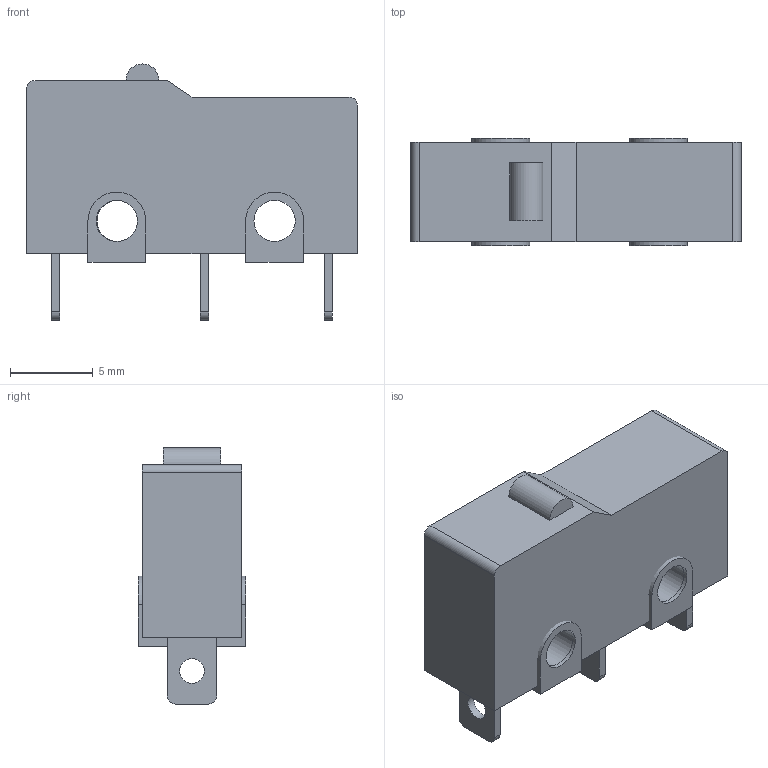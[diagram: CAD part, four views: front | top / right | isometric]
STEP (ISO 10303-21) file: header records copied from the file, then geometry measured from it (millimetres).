
FILE_DESCRIPTION(('FreeCAD Model'),'2;1');
FILE_NAME('Open CASCADE Shape Model','2021-04-28T09:02:28',('Author'),( ''),'Open CASCADE STEP processor 7.4','FreeCAD','Unknown');
FILE_SCHEMA(('AUTOMOTIVE_DESIGN { 1 0 10303 214 1 1 1 1 }'));
Length unit declared in the file: millimetre
Products named in the file (7): Chave_ESS_05; Corpo_001; Contato_001; Contatos; Ressaltos; Ressalto_001; Calombo_001
Assembly tree (14 placements, depth 3):
  Chave_ESS_05
    Corpo_001
    Contato_001  x3
    Contatos
      Contato_001  x3
    Ressaltos
      Ressalto_001  x2
    Ressalto_001  x2
    Calombo_001
Bounding box: 20 x 6.5 x 15.5 mm (x, y, z)
Volume: 1401.3 mm3; surface area: 1688 mm2
Topology: 12 solids, 12 shells, 99 faces, 225 edges, 150 vertices
Faces by surface type: plane 68, cylinder 31
Full cylindrical faces by diameter (mm): 1.5 x6, 2.5 x6
Entity records: 1164 total; most frequent: DIRECTION 191, CARTESIAN_POINT 173, ORIENTED_EDGE 150, EDGE_CURVE 75, AXIS2_PLACEMENT_3D 68, LINE 55, VECTOR 55, VERTEX_POINT 50
